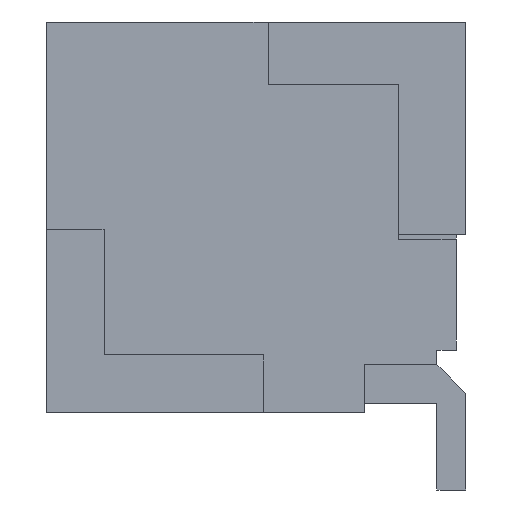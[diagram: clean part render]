
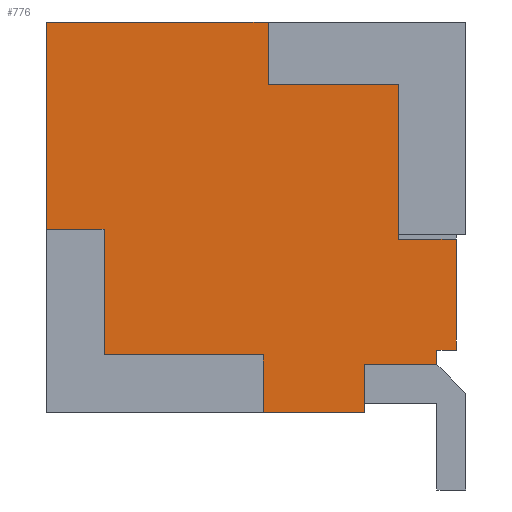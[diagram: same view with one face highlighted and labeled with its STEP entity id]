
A CAD part, left-side view. The second image highlights one B-rep face of the part: STEP entity #776.
In plain terms, the highlighted planar face has unit normal (-1, 0, 0).
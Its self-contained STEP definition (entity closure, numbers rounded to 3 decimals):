
#5 = CARTESIAN_POINT ( 'NONE',  ( -8.25, 0., 0.6 ) ) ;
#25 = ORIENTED_EDGE ( 'NONE', *, *, #3175, .F. ) ;
#86 = CARTESIAN_POINT ( 'NONE',  ( -8.25, 2., 0.6 ) ) ;
#98 = CARTESIAN_POINT ( 'NONE',  ( -8.25, 3.65, 0.6 ) ) ;
#104 = ORIENTED_EDGE ( 'NONE', *, *, #189, .T. ) ;
#122 = DIRECTION ( 'NONE',  ( 0., 0., 1. ) ) ;
#189 = EDGE_CURVE ( 'NONE', #3150, #3431, #748, .T. ) ;
#247 = CARTESIAN_POINT ( 'NONE',  ( -8.25, 0.2, 0.65 ) ) ;
#250 = CARTESIAN_POINT ( 'NONE',  ( -8.25, 0., 1.8 ) ) ;
#276 = DIRECTION ( 'NONE',  ( 0., -1., 0. ) ) ;
#324 = VERTEX_POINT ( 'NONE', #3277 ) ;
#332 = EDGE_CURVE ( 'NONE', #2221, #324, #1685, .T. ) ;
#398 = AXIS2_PLACEMENT_3D ( 'NONE', #3112, #843, #506 ) ;
#425 = ORIENTED_EDGE ( 'NONE', *, *, #555, .F. ) ;
#428 = LINE ( 'NONE', #250, #1081 ) ;
#456 = DIRECTION ( 'NONE',  ( 0., 0., -1. ) ) ;
#506 = DIRECTION ( 'NONE',  ( 0., 0., -1. ) ) ;
#522 = EDGE_CURVE ( 'NONE', #1975, #1368, #1732, .T. ) ;
#528 = VERTEX_POINT ( 'NONE', #2469 ) ;
#555 = EDGE_CURVE ( 'NONE', #1368, #528, #4018, .T. ) ;
#557 = VERTEX_POINT ( 'NONE', #1477 ) ;
#578 = VECTOR ( 'NONE', #2237, 1000. ) ;
#632 = CARTESIAN_POINT ( 'NONE',  ( -8.25, 4.25, 1.9 ) ) ;
#657 = ORIENTED_EDGE ( 'NONE', *, *, #1637, .F. ) ;
#698 = LINE ( 'NONE', #3363, #1048 ) ;
#714 = DIRECTION ( 'NONE',  ( 0., 0., 1. ) ) ;
#717 = CARTESIAN_POINT ( 'NONE',  ( -8.25, 3.65, 1.9 ) ) ;
#731 = LINE ( 'NONE', #2755, #4069 ) ;
#748 = LINE ( 'NONE', #3322, #796 ) ;
#763 = CARTESIAN_POINT ( 'NONE',  ( -8.25, 0., 0.65 ) ) ;
#772 = EDGE_CURVE ( 'NONE', #2300, #3150, #731, .T. ) ;
#776 = ADVANCED_FACE ( 'NONE', ( #3970 ), #1813, .F. ) ;
#781 = ORIENTED_EDGE ( 'NONE', *, *, #3162, .F. ) ;
#787 = VECTOR ( 'NONE', #714, 1000. ) ;
#796 = VECTOR ( 'NONE', #2168, 1000. ) ;
#843 = DIRECTION ( 'NONE',  ( 1., 0., 0. ) ) ;
#894 = VECTOR ( 'NONE', #2075, 1000. ) ;
#927 = EDGE_CURVE ( 'NONE', #3431, #1272, #2393, .T. ) ;
#952 = ORIENTED_EDGE ( 'NONE', *, *, #927, .T. ) ;
#960 = LINE ( 'NONE', #4023, #3641 ) ;
#996 = CARTESIAN_POINT ( 'NONE',  ( -8.25, 0., 0. ) ) ;
#997 = ORIENTED_EDGE ( 'NONE', *, *, #332, .F. ) ;
#1007 = CARTESIAN_POINT ( 'NONE',  ( -8.25, 0., 1.8 ) ) ;
#1048 = VECTOR ( 'NONE', #4014, 1000. ) ;
#1076 = CARTESIAN_POINT ( 'NONE',  ( -8.25, 1.95, 4.05 ) ) ;
#1081 = VECTOR ( 'NONE', #276, 1000. ) ;
#1094 = CARTESIAN_POINT ( 'NONE',  ( -8.25, 0., 4.05 ) ) ;
#1132 = ORIENTED_EDGE ( 'NONE', *, *, #2246, .F. ) ;
#1159 = VERTEX_POINT ( 'NONE', #1007 ) ;
#1237 = VECTOR ( 'NONE', #4171, 1000. ) ;
#1272 = VERTEX_POINT ( 'NONE', #763 ) ;
#1278 = DIRECTION ( 'NONE',  ( 0., 1., 0. ) ) ;
#1311 = ORIENTED_EDGE ( 'NONE', *, *, #772, .T. ) ;
#1368 = VERTEX_POINT ( 'NONE', #1733 ) ;
#1374 = LINE ( 'NONE', #3990, #1614 ) ;
#1477 = CARTESIAN_POINT ( 'NONE',  ( -8.25, 4.25, 4.05 ) ) ;
#1548 = ORIENTED_EDGE ( 'NONE', *, *, #1922, .T. ) ;
#1572 = VERTEX_POINT ( 'NONE', #3466 ) ;
#1574 = CARTESIAN_POINT ( 'NONE',  ( -8.25, 3.65, 4.05 ) ) ;
#1610 = EDGE_CURVE ( 'NONE', #1908, #3919, #2967, .T. ) ;
#1614 = VECTOR ( 'NONE', #122, 1000. ) ;
#1637 = EDGE_CURVE ( 'NONE', #324, #3932, #1846, .T. ) ;
#1650 = DIRECTION ( 'NONE',  ( 0., -1., 0. ) ) ;
#1663 = DIRECTION ( 'NONE',  ( 0., 1., 0. ) ) ;
#1685 = LINE ( 'NONE', #996, #2509 ) ;
#1732 = LINE ( 'NONE', #2454, #3260 ) ;
#1733 = CARTESIAN_POINT ( 'NONE',  ( -8.25, 0.6, 3.4 ) ) ;
#1813 = PLANE ( 'NONE',  #398 ) ;
#1846 = LINE ( 'NONE', #2950, #787 ) ;
#1899 = CARTESIAN_POINT ( 'NONE',  ( -8.25, 0., 4.05 ) ) ;
#1908 = VERTEX_POINT ( 'NONE', #98 ) ;
#1922 = EDGE_CURVE ( 'NONE', #2221, #2300, #1374, .T. ) ;
#1975 = VERTEX_POINT ( 'NONE', #2460 ) ;
#2026 = CARTESIAN_POINT ( 'NONE',  ( -8.25, 0.2, 0.65 ) ) ;
#2045 = LINE ( 'NONE', #1899, #578 ) ;
#2052 = VECTOR ( 'NONE', #2788, 1000. ) ;
#2075 = DIRECTION ( 'NONE',  ( 0., 0., 1. ) ) ;
#2168 = DIRECTION ( 'NONE',  ( 0., 0., 1. ) ) ;
#2213 = CARTESIAN_POINT ( 'NONE',  ( -8.25, 0.2, 0.5 ) ) ;
#2221 = VERTEX_POINT ( 'NONE', #3546 ) ;
#2237 = DIRECTION ( 'NONE',  ( 0., -1., 0. ) ) ;
#2246 = EDGE_CURVE ( 'NONE', #3932, #1908, #2429, .T. ) ;
#2300 = VERTEX_POINT ( 'NONE', #3987 ) ;
#2364 = ORIENTED_EDGE ( 'NONE', *, *, #2648, .F. ) ;
#2383 = EDGE_CURVE ( 'NONE', #2404, #1975, #960, .T. ) ;
#2393 = LINE ( 'NONE', #247, #3962 ) ;
#2395 = ORIENTED_EDGE ( 'NONE', *, *, #1610, .F. ) ;
#2404 = VERTEX_POINT ( 'NONE', #1076 ) ;
#2429 = LINE ( 'NONE', #5, #3235 ) ;
#2454 = CARTESIAN_POINT ( 'NONE',  ( -8.25, 0., 3.4 ) ) ;
#2460 = CARTESIAN_POINT ( 'NONE',  ( -8.25, 1.95, 3.4 ) ) ;
#2469 = CARTESIAN_POINT ( 'NONE',  ( -8.25, 0.6, 1.8 ) ) ;
#2509 = VECTOR ( 'NONE', #1663, 1000. ) ;
#2574 = DIRECTION ( 'NONE',  ( 0., 1., 0. ) ) ;
#2648 = EDGE_CURVE ( 'NONE', #3919, #1572, #2975, .T. ) ;
#2658 = ORIENTED_EDGE ( 'NONE', *, *, #4012, .T. ) ;
#2724 = LINE ( 'NONE', #1094, #894 ) ;
#2755 = CARTESIAN_POINT ( 'NONE',  ( -8.25, 0.95, 0.5 ) ) ;
#2788 = DIRECTION ( 'NONE',  ( 0., 0., -1. ) ) ;
#2800 = CARTESIAN_POINT ( 'NONE',  ( -8.25, 0.6, 4.05 ) ) ;
#2808 = DIRECTION ( 'NONE',  ( 0., -1., 0. ) ) ;
#2865 = ORIENTED_EDGE ( 'NONE', *, *, #3549, .T. ) ;
#2950 = CARTESIAN_POINT ( 'NONE',  ( -8.25, 2., 4.05 ) ) ;
#2967 = LINE ( 'NONE', #1574, #1237 ) ;
#2975 = LINE ( 'NONE', #632, #3628 ) ;
#3112 = CARTESIAN_POINT ( 'NONE',  ( -8.25, 0., 4.05 ) ) ;
#3150 = VERTEX_POINT ( 'NONE', #2213 ) ;
#3162 = EDGE_CURVE ( 'NONE', #528, #1159, #428, .T. ) ;
#3175 = EDGE_CURVE ( 'NONE', #557, #2404, #2045, .T. ) ;
#3235 = VECTOR ( 'NONE', #1278, 1000. ) ;
#3240 = EDGE_LOOP ( 'NONE', ( #2395, #1132, #657, #997, #1548, #1311, #104, #952, #2658, #781, #425, #3747, #4021, #25, #2865, #2364 ) ) ;
#3260 = VECTOR ( 'NONE', #4033, 1000. ) ;
#3277 = CARTESIAN_POINT ( 'NONE',  ( -8.25, 2., 0. ) ) ;
#3322 = CARTESIAN_POINT ( 'NONE',  ( -8.25, 0.2, 0.5 ) ) ;
#3363 = CARTESIAN_POINT ( 'NONE',  ( -8.25, 4.25, 4.05 ) ) ;
#3431 = VERTEX_POINT ( 'NONE', #2026 ) ;
#3466 = CARTESIAN_POINT ( 'NONE',  ( -8.25, 4.25, 1.9 ) ) ;
#3546 = CARTESIAN_POINT ( 'NONE',  ( -8.25, 0.95, 0. ) ) ;
#3549 = EDGE_CURVE ( 'NONE', #557, #1572, #698, .T. ) ;
#3628 = VECTOR ( 'NONE', #2574, 1000. ) ;
#3641 = VECTOR ( 'NONE', #456, 1000. ) ;
#3747 = ORIENTED_EDGE ( 'NONE', *, *, #522, .F. ) ;
#3919 = VERTEX_POINT ( 'NONE', #717 ) ;
#3932 = VERTEX_POINT ( 'NONE', #86 ) ;
#3962 = VECTOR ( 'NONE', #2808, 1000. ) ;
#3970 = FACE_OUTER_BOUND ( 'NONE', #3240, .T. ) ;
#3987 = CARTESIAN_POINT ( 'NONE',  ( -8.25, 0.95, 0.5 ) ) ;
#3990 = CARTESIAN_POINT ( 'NONE',  ( -8.25, 0.95, 0. ) ) ;
#4012 = EDGE_CURVE ( 'NONE', #1272, #1159, #2724, .T. ) ;
#4014 = DIRECTION ( 'NONE',  ( 0., 0., -1. ) ) ;
#4018 = LINE ( 'NONE', #2800, #2052 ) ;
#4021 = ORIENTED_EDGE ( 'NONE', *, *, #2383, .F. ) ;
#4023 = CARTESIAN_POINT ( 'NONE',  ( -8.25, 1.95, 4.05 ) ) ;
#4033 = DIRECTION ( 'NONE',  ( 0., -1., 0. ) ) ;
#4069 = VECTOR ( 'NONE', #1650, 1000. ) ;
#4171 = DIRECTION ( 'NONE',  ( 0., 0., 1. ) ) ;
